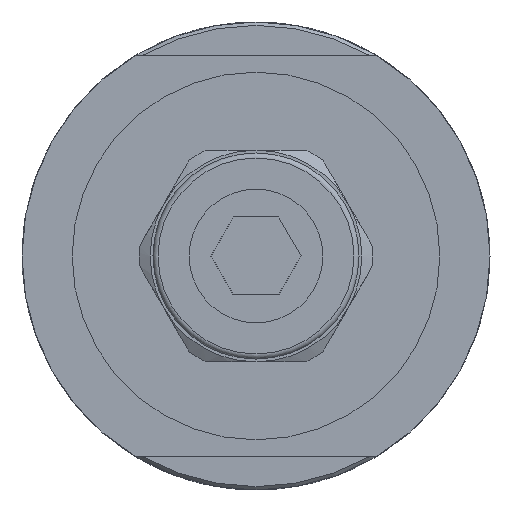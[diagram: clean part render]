
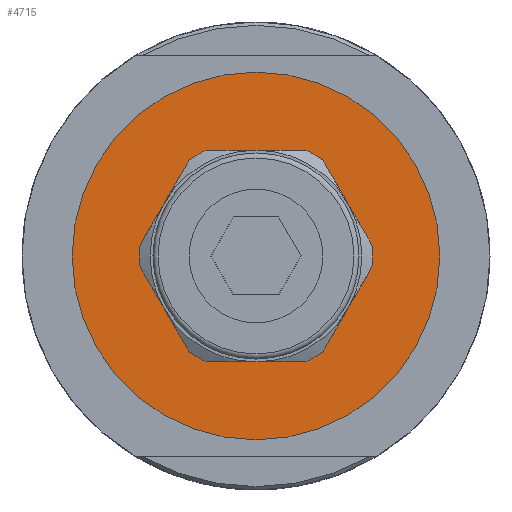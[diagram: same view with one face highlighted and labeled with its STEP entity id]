
A CAD part, left-side view. The second image highlights one B-rep face of the part: STEP entity #4715.
In plain terms, the highlighted planar face has unit normal (-1, 0, 0).
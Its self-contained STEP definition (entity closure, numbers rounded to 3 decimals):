
#557=FACE_BOUND('',#1336,.T.);
#833=CIRCLE('',#5241,9.);
#834=CIRCLE('',#5242,9.);
#837=CIRCLE('',#5248,16.5);
#1082=FACE_OUTER_BOUND('',#1335,.T.);
#1335=EDGE_LOOP('',(#4247));
#1336=EDGE_LOOP('',(#4248,#4249));
#2226=VERTEX_POINT('',#8267);
#2227=VERTEX_POINT('',#8269);
#2230=VERTEX_POINT('',#8280);
#2906=EDGE_CURVE('',#2227,#2226,#833,.T.);
#2907=EDGE_CURVE('',#2226,#2227,#834,.T.);
#2911=EDGE_CURVE('',#2230,#2230,#837,.T.);
#4247=ORIENTED_EDGE('',*,*,#2911,.F.);
#4248=ORIENTED_EDGE('',*,*,#2906,.T.);
#4249=ORIENTED_EDGE('',*,*,#2907,.T.);
#4495=PLANE('',#5247);
#4715=ADVANCED_FACE('',(#1082,#557),#4495,.T.);
#5241=AXIS2_PLACEMENT_3D('',#8270,#6471,#6472);
#5242=AXIS2_PLACEMENT_3D('',#8271,#6473,#6474);
#5247=AXIS2_PLACEMENT_3D('',#8279,#6484,#6485);
#5248=AXIS2_PLACEMENT_3D('',#8281,#6486,#6487);
#6471=DIRECTION('center_axis',(1.,0.,0.));
#6472=DIRECTION('ref_axis',(0.,0.,
1.));
#6473=DIRECTION('center_axis',(1.,0.,0.));
#6474=DIRECTION('ref_axis',(0.,0.,
1.));
#6484=DIRECTION('center_axis',(-1.,0.,0.));
#6485=DIRECTION('ref_axis',(0.,0.,
1.));
#6486=DIRECTION('center_axis',(1.,0.,0.));
#6487=DIRECTION('ref_axis',(0.,-1.,0.));
#8267=CARTESIAN_POINT('',(-40.,0.,-9.));
#8269=CARTESIAN_POINT('',(-40.,0.,9.));
#8270=CARTESIAN_POINT('Origin',(-40.,0.,0.));
#8271=CARTESIAN_POINT('Origin',(-40.,0.,0.));
#8279=CARTESIAN_POINT('Origin',(-40.,12.2,0.));
#8280=CARTESIAN_POINT('',(-40.,16.5,0.));
#8281=CARTESIAN_POINT('Origin',(-40.,0.,0.));
